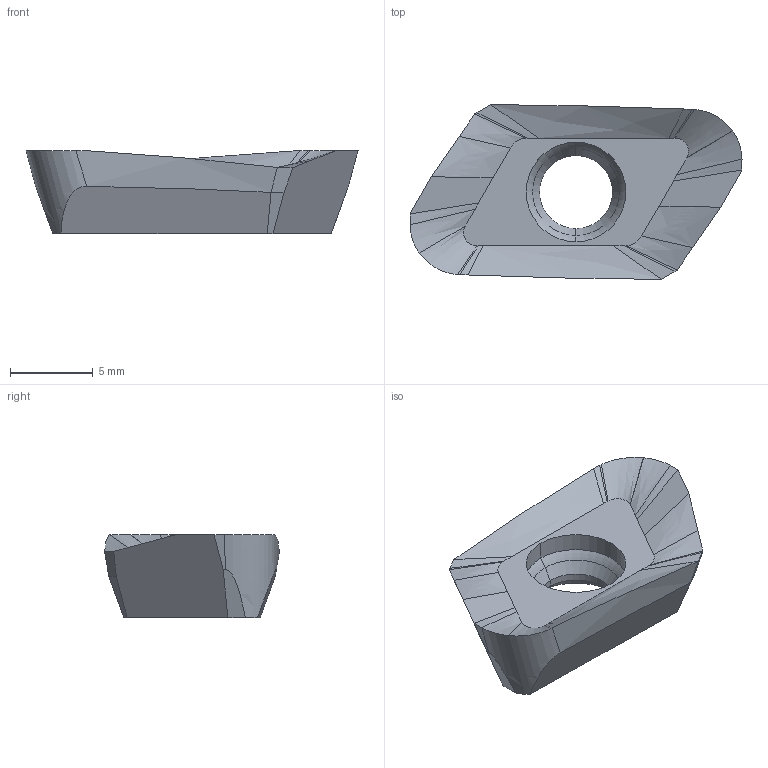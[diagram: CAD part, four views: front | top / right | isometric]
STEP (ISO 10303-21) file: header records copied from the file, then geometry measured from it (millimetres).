
FILE_DESCRIPTION(/* description */ (''),/* implementation_level */ '2;1');
FILE_NAME(/* name */ 'XDGT1550PDFR-G30.stp',/* time_stamp */ '2021-09-07T08:28:34+09:00',/* author */ (''),/* organization */ (''),/* preprocessor_version */ 'ST-DEVELOPER v16',/* originating_system */ 'SIEMENS PLM Software NX 10.0',/* authorisation */ '');
FILE_SCHEMA (('AUTOMOTIVE_DESIGN { 1 0 10303 214 3 1 1 1 }'));
Length unit declared in the file: millimetre
Products named in the file (1): XDGT1550PDFR-G30
Bounding box: 20 x 10.53 x 5 mm (x, y, z)
Volume: 485.9 mm3; surface area: 549.9 mm2
Topology: 1 solids, 1 shells, 53 faces, 152 edges, 126 vertices
Faces by surface type: bspline 22, plane 17, torus 6, cylinder 4, cone 4
Entity records: 3462 total; most frequent: CARTESIAN_POINT 2202, ORIENTED_EDGE 260, DIRECTION 164, EDGE_CURVE 130, VERTEX_POINT 80, B_SPLINE_CURVE_WITH_KNOTS 78, EDGE_LOOP 56, AXIS2_PLACEMENT_3D 55
